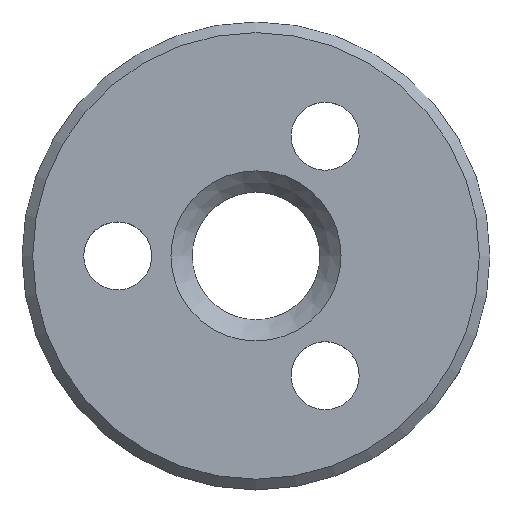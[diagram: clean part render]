
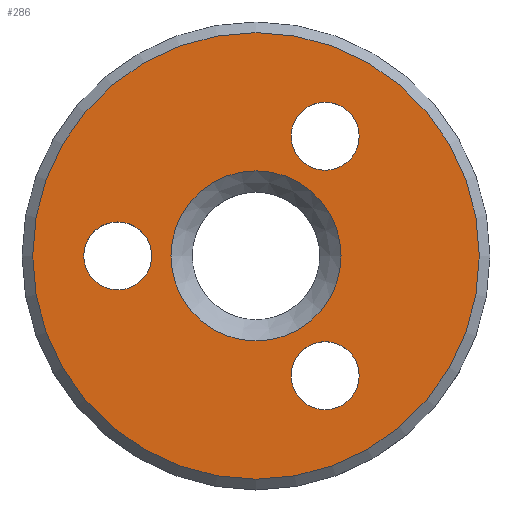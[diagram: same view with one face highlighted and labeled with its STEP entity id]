
A CAD part, top view. The second image highlights one B-rep face of the part: STEP entity #286.
In plain terms, the highlighted planar face has unit normal (0, 0, 1).
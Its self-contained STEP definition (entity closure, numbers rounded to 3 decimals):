
#66 = CONICAL_SURFACE('',#67,11.,0.785);
#67 = AXIS2_PLACEMENT_3D('',#68,#69,#70);
#68 = CARTESIAN_POINT('',(0.,0.,45.));
#69 = DIRECTION('',(0.,0.,-1.));
#70 = DIRECTION('',(-1.,0.,0.));
#110 = VERTEX_POINT('',#111);
#111 = CARTESIAN_POINT('',(-10.5,0.,45.5));
#132 = EDGE_CURVE('',#110,#110,#133,.T.);
#133 = SURFACE_CURVE('',#134,(#139,#146),.PCURVE_S1.);
#134 = CIRCLE('',#135,10.5);
#135 = AXIS2_PLACEMENT_3D('',#136,#137,#138);
#136 = CARTESIAN_POINT('',(0.,0.,45.5));
#137 = DIRECTION('',(0.,0.,1.));
#138 = DIRECTION('',(-1.,0.,0.));
#139 = PCURVE('',#66,#140);
#140 = DEFINITIONAL_REPRESENTATION('',(#141),#145);
#141 = LINE('',#142,#143);
#142 = CARTESIAN_POINT('',(-0.,-0.5));
#143 = VECTOR('',#144,1.);
#144 = DIRECTION('',(-1.,-0.));
#145 = ( GEOMETRIC_REPRESENTATION_CONTEXT(2) 
PARAMETRIC_REPRESENTATION_CONTEXT() REPRESENTATION_CONTEXT('2D SPACE',''
  ) );
#146 = PCURVE('',#147,#152);
#147 = PLANE('',#148);
#148 = AXIS2_PLACEMENT_3D('',#149,#150,#151);
#149 = CARTESIAN_POINT('',(0.,0.,45.5));
#150 = DIRECTION('',(0.,0.,1.));
#151 = DIRECTION('',(-1.,0.,0.));
#152 = DEFINITIONAL_REPRESENTATION('',(#153),#157);
#153 = CIRCLE('',#154,10.5);
#154 = AXIS2_PLACEMENT_2D('',#155,#156);
#155 = CARTESIAN_POINT('',(0.,0.));
#156 = DIRECTION('',(1.,0.));
#157 = ( GEOMETRIC_REPRESENTATION_CONTEXT(2) 
PARAMETRIC_REPRESENTATION_CONTEXT() REPRESENTATION_CONTEXT('2D SPACE',''
  ) );
#213 = CYLINDRICAL_SURFACE('',#214,1.6);
#214 = AXIS2_PLACEMENT_3D('',#215,#216,#217);
#215 = CARTESIAN_POINT('',(3.25,5.629,42.));
#216 = DIRECTION('',(0.,0.,1.));
#217 = DIRECTION('',(0.5,0.866,0.));
#244 = CYLINDRICAL_SURFACE('',#245,1.6);
#245 = AXIS2_PLACEMENT_3D('',#246,#247,#248);
#246 = CARTESIAN_POINT('',(3.25,-5.629,42.));
#247 = DIRECTION('',(0.,0.,1.));
#248 = DIRECTION('',(0.5,-0.866,0.));
#275 = CYLINDRICAL_SURFACE('',#276,1.6);
#276 = AXIS2_PLACEMENT_3D('',#277,#278,#279);
#277 = CARTESIAN_POINT('',(-6.5,0.,42.));
#278 = DIRECTION('',(0.,0.,1.));
#279 = DIRECTION('',(-1.,0.,0.));
#286 = ADVANCED_FACE('',(#287,#290,#316,#342,#368),#147,.T.);
#287 = FACE_BOUND('',#288,.T.);
#288 = EDGE_LOOP('',(#289));
#289 = ORIENTED_EDGE('',*,*,#132,.T.);
#290 = FACE_BOUND('',#291,.T.);
#291 = EDGE_LOOP('',(#292));
#292 = ORIENTED_EDGE('',*,*,#293,.F.);
#293 = EDGE_CURVE('',#294,#294,#296,.T.);
#294 = VERTEX_POINT('',#295);
#295 = CARTESIAN_POINT('',(4.05,7.015,45.5));
#296 = SURFACE_CURVE('',#297,(#302,#309),.PCURVE_S1.);
#297 = CIRCLE('',#298,1.6);
#298 = AXIS2_PLACEMENT_3D('',#299,#300,#301);
#299 = CARTESIAN_POINT('',(3.25,5.629,45.5));
#300 = DIRECTION('',(0.,-0.,1.));
#301 = DIRECTION('',(0.5,0.866,0.));
#302 = PCURVE('',#147,#303);
#303 = DEFINITIONAL_REPRESENTATION('',(#304),#308);
#304 = CIRCLE('',#305,1.6);
#305 = AXIS2_PLACEMENT_2D('',#306,#307);
#306 = CARTESIAN_POINT('',(-3.25,-5.629));
#307 = DIRECTION('',(-0.5,-0.866));
#308 = ( GEOMETRIC_REPRESENTATION_CONTEXT(2) 
PARAMETRIC_REPRESENTATION_CONTEXT() REPRESENTATION_CONTEXT('2D SPACE',''
  ) );
#309 = PCURVE('',#213,#310);
#310 = DEFINITIONAL_REPRESENTATION('',(#311),#315);
#311 = LINE('',#312,#313);
#312 = CARTESIAN_POINT('',(0.,3.5));
#313 = VECTOR('',#314,1.);
#314 = DIRECTION('',(1.,0.));
#315 = ( GEOMETRIC_REPRESENTATION_CONTEXT(2) 
PARAMETRIC_REPRESENTATION_CONTEXT() REPRESENTATION_CONTEXT('2D SPACE',''
  ) );
#316 = FACE_BOUND('',#317,.T.);
#317 = EDGE_LOOP('',(#318));
#318 = ORIENTED_EDGE('',*,*,#319,.F.);
#319 = EDGE_CURVE('',#320,#320,#322,.T.);
#320 = VERTEX_POINT('',#321);
#321 = CARTESIAN_POINT('',(4.05,-7.015,45.5));
#322 = SURFACE_CURVE('',#323,(#328,#335),.PCURVE_S1.);
#323 = CIRCLE('',#324,1.6);
#324 = AXIS2_PLACEMENT_3D('',#325,#326,#327);
#325 = CARTESIAN_POINT('',(3.25,-5.629,45.5));
#326 = DIRECTION('',(-0.,0.,1.));
#327 = DIRECTION('',(0.5,-0.866,0.));
#328 = PCURVE('',#147,#329);
#329 = DEFINITIONAL_REPRESENTATION('',(#330),#334);
#330 = CIRCLE('',#331,1.6);
#331 = AXIS2_PLACEMENT_2D('',#332,#333);
#332 = CARTESIAN_POINT('',(-3.25,5.629));
#333 = DIRECTION('',(-0.5,0.866));
#334 = ( GEOMETRIC_REPRESENTATION_CONTEXT(2) 
PARAMETRIC_REPRESENTATION_CONTEXT() REPRESENTATION_CONTEXT('2D SPACE',''
  ) );
#335 = PCURVE('',#244,#336);
#336 = DEFINITIONAL_REPRESENTATION('',(#337),#341);
#337 = LINE('',#338,#339);
#338 = CARTESIAN_POINT('',(0.,3.5));
#339 = VECTOR('',#340,1.);
#340 = DIRECTION('',(1.,0.));
#341 = ( GEOMETRIC_REPRESENTATION_CONTEXT(2) 
PARAMETRIC_REPRESENTATION_CONTEXT() REPRESENTATION_CONTEXT('2D SPACE',''
  ) );
#342 = FACE_BOUND('',#343,.T.);
#343 = EDGE_LOOP('',(#344));
#344 = ORIENTED_EDGE('',*,*,#345,.F.);
#345 = EDGE_CURVE('',#346,#346,#348,.T.);
#346 = VERTEX_POINT('',#347);
#347 = CARTESIAN_POINT('',(-8.1,0.,45.5));
#348 = SURFACE_CURVE('',#349,(#354,#361),.PCURVE_S1.);
#349 = CIRCLE('',#350,1.6);
#350 = AXIS2_PLACEMENT_3D('',#351,#352,#353);
#351 = CARTESIAN_POINT('',(-6.5,0.,45.5));
#352 = DIRECTION('',(0.,0.,1.));
#353 = DIRECTION('',(-1.,0.,0.));
#354 = PCURVE('',#147,#355);
#355 = DEFINITIONAL_REPRESENTATION('',(#356),#360);
#356 = CIRCLE('',#357,1.6);
#357 = AXIS2_PLACEMENT_2D('',#358,#359);
#358 = CARTESIAN_POINT('',(6.5,0.));
#359 = DIRECTION('',(1.,0.));
#360 = ( GEOMETRIC_REPRESENTATION_CONTEXT(2) 
PARAMETRIC_REPRESENTATION_CONTEXT() REPRESENTATION_CONTEXT('2D SPACE',''
  ) );
#361 = PCURVE('',#275,#362);
#362 = DEFINITIONAL_REPRESENTATION('',(#363),#367);
#363 = LINE('',#364,#365);
#364 = CARTESIAN_POINT('',(0.,3.5));
#365 = VECTOR('',#366,1.);
#366 = DIRECTION('',(1.,0.));
#367 = ( GEOMETRIC_REPRESENTATION_CONTEXT(2) 
PARAMETRIC_REPRESENTATION_CONTEXT() REPRESENTATION_CONTEXT('2D SPACE',''
  ) );
#368 = FACE_BOUND('',#369,.T.);
#369 = EDGE_LOOP('',(#370));
#370 = ORIENTED_EDGE('',*,*,#371,.F.);
#371 = EDGE_CURVE('',#372,#372,#374,.T.);
#372 = VERTEX_POINT('',#373);
#373 = CARTESIAN_POINT('',(-4.,0.,45.5));
#374 = SURFACE_CURVE('',#375,(#380,#387),.PCURVE_S1.);
#375 = CIRCLE('',#376,4.);
#376 = AXIS2_PLACEMENT_3D('',#377,#378,#379);
#377 = CARTESIAN_POINT('',(0.,0.,45.5));
#378 = DIRECTION('',(0.,0.,1.));
#379 = DIRECTION('',(-1.,0.,0.));
#380 = PCURVE('',#147,#381);
#381 = DEFINITIONAL_REPRESENTATION('',(#382),#386);
#382 = CIRCLE('',#383,4.);
#383 = AXIS2_PLACEMENT_2D('',#384,#385);
#384 = CARTESIAN_POINT('',(0.,0.));
#385 = DIRECTION('',(1.,0.));
#386 = ( GEOMETRIC_REPRESENTATION_CONTEXT(2) 
PARAMETRIC_REPRESENTATION_CONTEXT() REPRESENTATION_CONTEXT('2D SPACE',''
  ) );
#387 = PCURVE('',#388,#393);
#388 = CONICAL_SURFACE('',#389,3.,0.785);
#389 = AXIS2_PLACEMENT_3D('',#390,#391,#392);
#390 = CARTESIAN_POINT('',(0.,0.,44.5));
#391 = DIRECTION('',(0.,0.,1.));
#392 = DIRECTION('',(-1.,0.,0.));
#393 = DEFINITIONAL_REPRESENTATION('',(#394),#398);
#394 = LINE('',#395,#396);
#395 = CARTESIAN_POINT('',(-0.,1.));
#396 = VECTOR('',#397,1.);
#397 = DIRECTION('',(1.,-0.));
#398 = ( GEOMETRIC_REPRESENTATION_CONTEXT(2) 
PARAMETRIC_REPRESENTATION_CONTEXT() REPRESENTATION_CONTEXT('2D SPACE',''
  ) );
